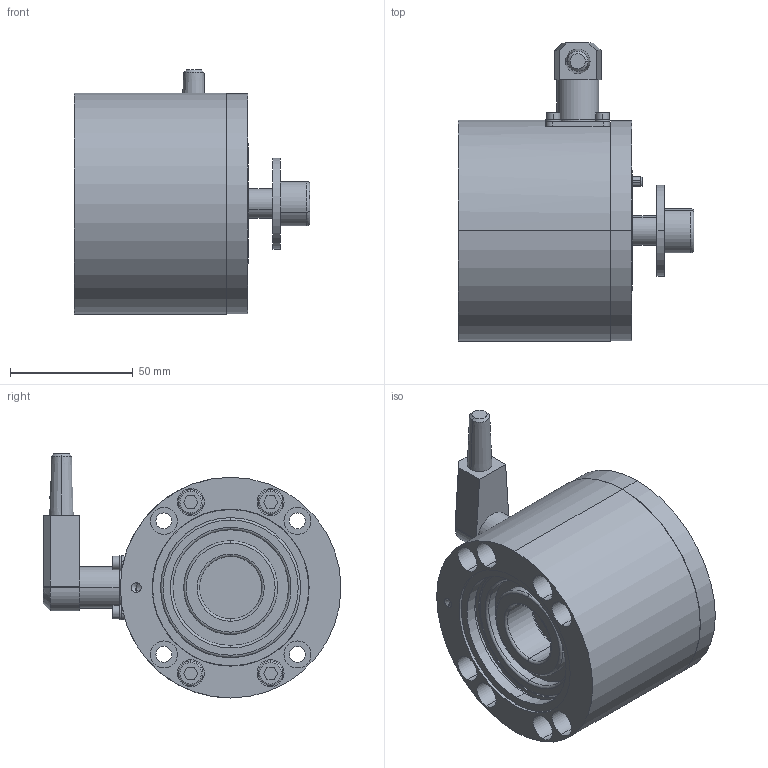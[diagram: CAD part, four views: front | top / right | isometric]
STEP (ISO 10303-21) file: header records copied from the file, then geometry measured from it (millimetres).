
FILE_DESCRIPTION (( 'STEP AP203' ), '1' );
FILE_NAME ('31104641_-.step', '2022-03-08T09:14:09', ( '' ), ( '' ), 'SwSTEP 2.0', 'SolidWorks 2018', '' );
FILE_SCHEMA (( 'CONFIG_CONTROL_DESIGN' ));
Length unit declared in the file: millimetre
Products named in the file (15): 31104496_stp_01; Zyl-Schr DIN912_M12x25; Zyl-Schr DIN912_M6x30; 31104506_01; Sch DIN9021_M12; PKL_NLJ1_vereinfacht_01; 31104488_01; Federringe_DIN127A_M03; Zyl-Schr DIN912_M3x6; Si-Ring DIN472_D57.15; 31104498_stp_nach_Vergueten; 31100948_01; 31104641_-; Spannstift_ISO13337_D04x10; Flanschstecker_M14x1_Mini_5pol
Assembly tree (23 placements, depth 3):
  31104641_-
    31104496_stp_01
      31104498_stp_nach_Vergueten
      31104488_01
      Federringe_DIN127A_M03  x4
      Zyl-Schr DIN912_M3x6  x4
      Zyl-Schr DIN912_M6x30  x4
      Si-Ring DIN472_D57.15
      Flanschstecker_M14x1_Mini_5pol
      PKL_NLJ1_vereinfacht_01
    31104506_01
    Spannstift_ISO13337_D04x10
    Zyl-Schr DIN912_M12x25
    Sch DIN9021_M12
    31100948_01
Bounding box: 96.05 x 121.5 x 99.5 mm (x, y, z)
Volume: 319093 mm3; surface area: 125007.2 mm2
Topology: 22 solids, 22 shells, 565 faces, 1264 edges, 801 vertices
Faces by surface type: cylinder 261, plane 193, cone 67, torus 44
Entity records: 14549 total; most frequent: DIRECTION 2451, CARTESIAN_POINT 2252, ORIENTED_EDGE 1972, AXIS2_PLACEMENT_3D 1019, EDGE_CURVE 986, VERTEX_POINT 633, CIRCLE 553, EDGE_LOOP 553
